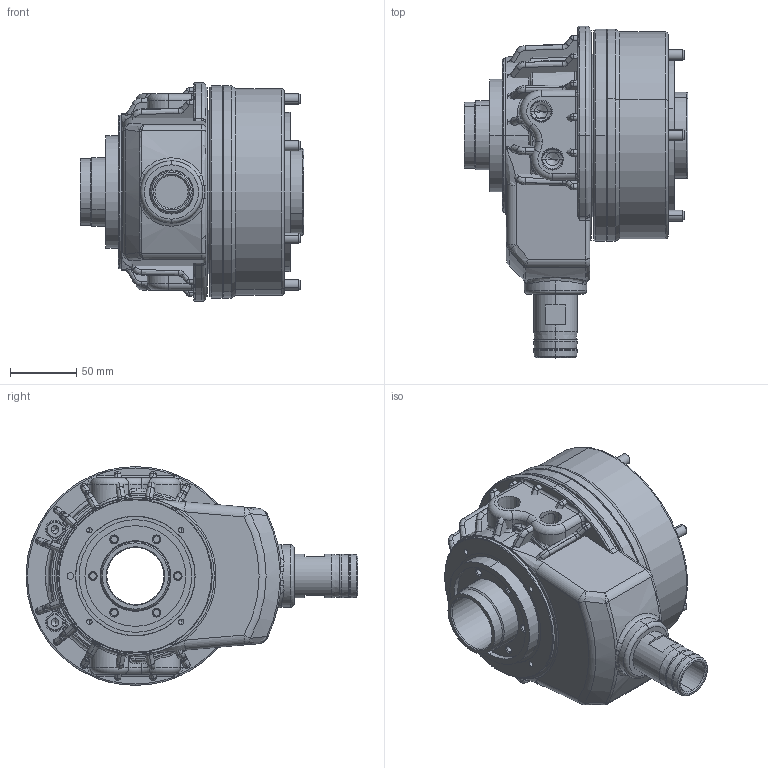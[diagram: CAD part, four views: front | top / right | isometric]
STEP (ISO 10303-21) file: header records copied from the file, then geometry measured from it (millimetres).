
FILE_DESCRIPTION (( 'STEP AP203' ), '1' );
FILE_NAME ('CF-TK-C643.STEP', '2022-01-20T01:09:06', ( '' ), ( '' ), 'SwSTEP 2.0', 'SolidWorks 2016', '' );
FILE_SCHEMA (( 'CONFIG_CONTROL_DESIGN' ));
Length unit declared in the file: millimetre
Products named in the file (9): CF-TK-646罩殼; CF-TK-C643活塞; CF-TK-C646缸體; CT-S08-08000; 圓頭內六角螺栓_M8x60; O-RING_S45; CF-TK-646-08010; CF-TK-C643; CF-TK-C646閥軸
Assembly tree (13 placements, depth 2):
  CF-TK-C643
    CF-TK-C646閥軸
    CF-TK-646罩殼
    CF-TK-C643活塞
    CF-TK-C646缸體
    CT-S08-08000
    圓頭內六角螺栓_M8x60  x6
    O-RING_S45
    CF-TK-646-08010
Bounding box: 169 x 250.5 x 165 mm (x, y, z)
Volume: 2268599.9 mm3; surface area: 396451.8 mm2
Topology: 25 solids, 25 shells, 1290 faces, 2915 edges, 1709 vertices
Faces by surface type: cylinder 378, bspline 275, plane 261, cone 259, torus 115, sphere 2
Entity records: 43173 total; most frequent: CARTESIAN_POINT 18526, ORIENTED_EDGE 5134, DIRECTION 4509, EDGE_CURVE 2567, AXIS2_PLACEMENT_3D 1931, VERTEX_POINT 1544, EDGE_LOOP 1349, FACE_OUTER_BOUND 1165
